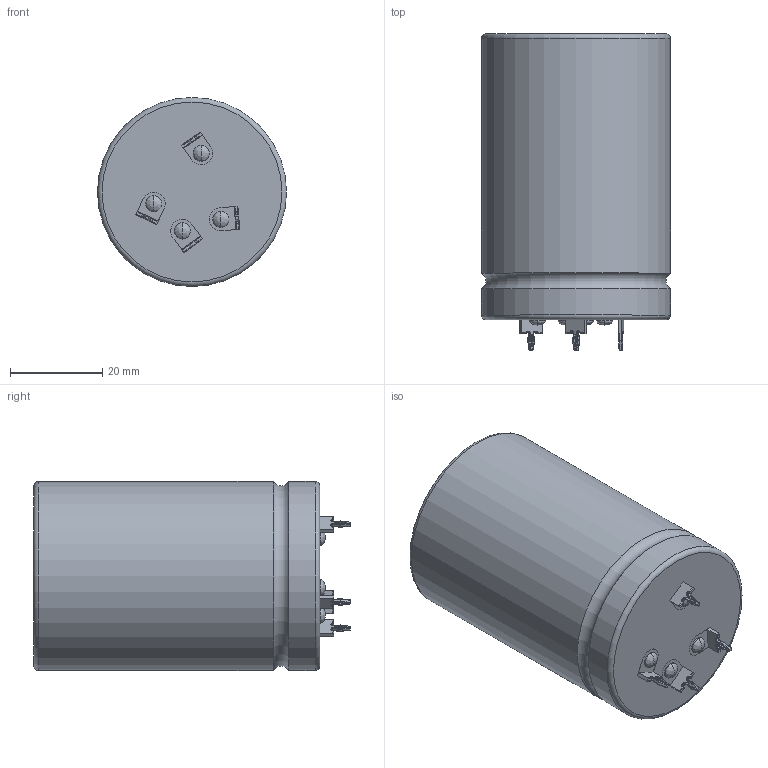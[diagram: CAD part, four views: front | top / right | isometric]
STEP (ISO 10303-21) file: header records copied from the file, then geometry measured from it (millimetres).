
FILE_DESCRIPTION(/* description */ (''),/* implementation_level */ '2;1');
FILE_NAME(/* name */ 'Capacitor v1.step',/* time_stamp */ '2024-02-15T22:06:08-06:00',/* author */ (''),/* organization */ (''),/* preprocessor_version */ 'ST-DEVELOPER v20',/* originating_system */ 'Autodesk Translation Framework v12.20.1.177',/* authorisation */ '');
FILE_SCHEMA (('AUTOMOTIVE_DESIGN { 1 0 10303 214 3 1 1 }'));
Length unit declared in the file: millimetre
Products named in the file (1): Capacitor
Bounding box: 41 x 68.61 x 41 mm (x, y, z)
Volume: 81593.6 mm3; surface area: 10923.4 mm2
Topology: 6 solids, 6 shells, 295 faces, 715 edges, 432 vertices
Faces by surface type: plane 138, cylinder 114, torus 35, bspline 8
Full cylindrical faces by diameter (mm): 3.5 x4, 41 x2
Entity records: 9417 total; most frequent: CARTESIAN_POINT 2229, DIRECTION 1450, ORIENTED_EDGE 1414, EDGE_CURVE 707, AXIS2_PLACEMENT_3D 487, LINE 476, VECTOR 476, VERTEX_POINT 432
